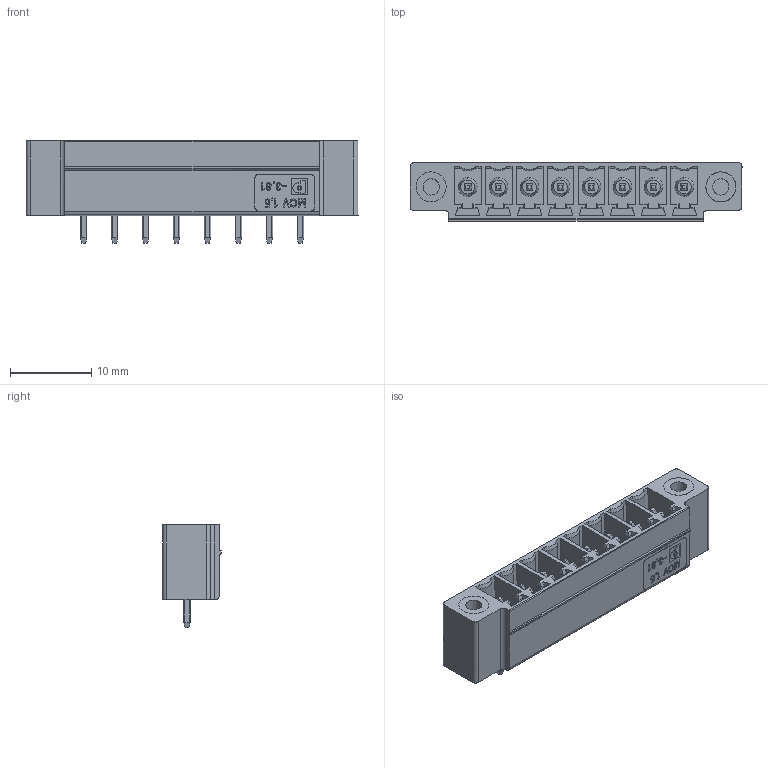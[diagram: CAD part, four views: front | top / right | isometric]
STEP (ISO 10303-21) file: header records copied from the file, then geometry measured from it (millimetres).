
FILE_DESCRIPTION(('Creo Elements/Direct Modeling STEP Export'),'2;1');
FILE_NAME('model.stp','2018-07-27T 7:10:08',(''),(''),'Creo Elements/Direct Modeling STEP processor for AP214 (Solid Model)','Creo Elements/Direct Modeling 18.1I 14-Aug-2016 (C) Parametric Technology GmbH','');
FILE_SCHEMA(('AUTOMOTIVE_DESIGN { 1 0 10303 214 1 1 1 1 }'));
Length unit declared in the file: millimetre
Products named in the file (10): 2018_07_26__15-19-34-973-4606.PRT; 2018_07_26__15-19-34-973-4611.PRT; 2018_07_26__15-19-34-973-4616.PRT; 2018_07_26__15-19-34-973-4621.PRT; 2018_07_26__15-19-34-973-4626.PRT; 2018_07_26__15-19-34-973-4631.PRT; 2018_07_26__15-19-34-973-4636.PRT; 2018_07_26__15-19-34-973-4641.PRT; 2018_07_26__15-19-34-676.PRT; MCV_1.5_8-GF-3.81
Assembly tree (9 placements, depth 2):
  MCV_1.5_8-GF-3.81
    2018_07_26__15-19-34-676.PRT
    2018_07_26__15-19-34-973-4641.PRT
    2018_07_26__15-19-34-973-4636.PRT
    2018_07_26__15-19-34-973-4631.PRT
    2018_07_26__15-19-34-973-4626.PRT
    2018_07_26__15-19-34-973-4621.PRT
    2018_07_26__15-19-34-973-4616.PRT
    2018_07_26__15-19-34-973-4611.PRT
    2018_07_26__15-19-34-973-4606.PRT
Bounding box: 40.87 x 7.25 x 12.6 mm (x, y, z)
Volume: 1589.1 mm3; surface area: 3169.5 mm2
Topology: 9 solids, 9 shells, 924 faces, 2560 edges, 1694 vertices
Faces by surface type: plane 800, cylinder 80, cone 28, sphere 16
Entity records: 36809 total; most frequent: CARTESIAN_POINT 5668, ORIENTED_EDGE 5088, DIRECTION 4482, EDGE_CURVE 2544, VECTOR 2174, LINE 2174, VERTEX_POINT 1694, AXIS2_PLACEMENT_3D 1154
